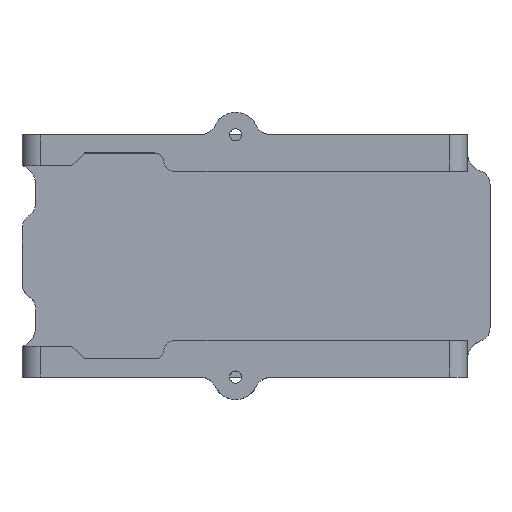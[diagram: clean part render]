
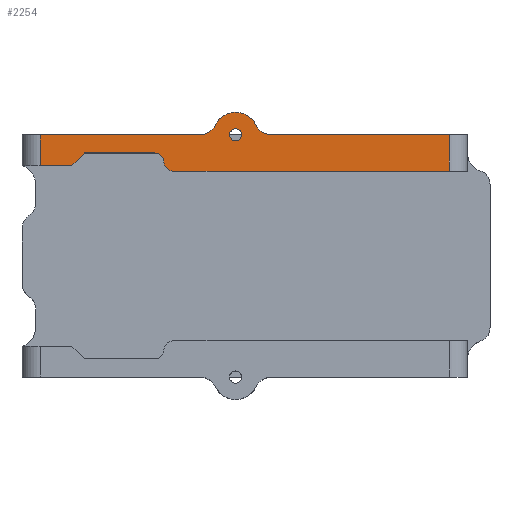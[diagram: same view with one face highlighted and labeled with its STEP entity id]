
A CAD part, top view. The second image highlights one B-rep face of the part: STEP entity #2254.
In plain terms, the highlighted planar face has unit normal (0, 0, 1).
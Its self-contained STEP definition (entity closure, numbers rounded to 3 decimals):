
#18=(
BOUNDED_CURVE()
B_SPLINE_CURVE(5,(#4139,#4140,#4141,#4142,#4143,#4144,#4145,#4146,#4147,
#4148),.UNSPECIFIED.,.F.,.F.)
B_SPLINE_CURVE_WITH_KNOTS((6,1,1,1,1,6),(-1.,-0.8,-0.6,-0.4,-0.2,0.),
 .UNSPECIFIED.)
CURVE()
GEOMETRIC_REPRESENTATION_ITEM()
RATIONAL_B_SPLINE_CURVE((1.,1.,1.,1.,1.,1.,1.,1.,1.,1.))
REPRESENTATION_ITEM('')
);
#19=(
BOUNDED_CURVE()
B_SPLINE_CURVE(5,(#4173,#4174,#4175,#4176,#4177,#4178,#4179,#4180,#4181,
#4182),.UNSPECIFIED.,.F.,.F.)
B_SPLINE_CURVE_WITH_KNOTS((6,1,1,1,1,6),(0.,0.2,0.4,0.6,0.8,1.),
 .UNSPECIFIED.)
CURVE()
GEOMETRIC_REPRESENTATION_ITEM()
RATIONAL_B_SPLINE_CURVE((1.,1.,1.,1.,1.,1.,1.,1.,1.,1.))
REPRESENTATION_ITEM('')
);
#87=LINE('',#3346,#283);
#93=LINE('',#3386,#289);
#207=LINE('',#4389,#403);
#220=LINE('',#4421,#416);
#222=LINE('',#4426,#418);
#227=LINE('',#4442,#423);
#229=LINE('',#4446,#425);
#231=LINE('',#4449,#427);
#283=VECTOR('',#2654,10.);
#289=VECTOR('',#2660,10.);
#403=VECTOR('',#3002,10.);
#416=VECTOR('',#3033,10.);
#418=VECTOR('',#3039,10.);
#423=VECTOR('',#3058,10.);
#425=VECTOR('',#3062,10.);
#427=VECTOR('',#3066,10.);
#513=FACE_BOUND('',#756,.T.);
#630=FACE_OUTER_BOUND('',#755,.T.);
#755=EDGE_LOOP('',(#2029,#2030,#2031,#2032,#2033,#2034,#2035,#2036,#2037,
#2038,#2039,#2040,#2041));
#756=EDGE_LOOP('',(#2042));
#829=CIRCLE('',#2396,2.5);
#853=CIRCLE('',#2462,1.);
#854=CIRCLE('',#2464,1.);
#855=CIRCLE('',#2466,0.675);
#931=VERTEX_POINT('',#3343);
#932=VERTEX_POINT('',#3345);
#939=VERTEX_POINT('',#3383);
#940=VERTEX_POINT('',#3385);
#1006=VERTEX_POINT('',#4137);
#1007=VERTEX_POINT('',#4150);
#1054=VERTEX_POINT('',#4387);
#1064=VERTEX_POINT('',#4419);
#1065=VERTEX_POINT('',#4425);
#1066=VERTEX_POINT('',#4429);
#1067=VERTEX_POINT('',#4430);
#1068=VERTEX_POINT('',#4437);
#1069=VERTEX_POINT('',#4441);
#1070=VERTEX_POINT('',#4445);
#1170=EDGE_CURVE('',#932,#931,#87,.T.);
#1178=EDGE_CURVE('',#939,#940,#93,.T.);
#1288=EDGE_CURVE('',#939,#1006,#18,.T.);
#1290=EDGE_CURVE('',#1006,#1007,#829,.T.);
#1291=EDGE_CURVE('',#1007,#932,#19,.T.);
#1373=EDGE_CURVE('',#931,#1054,#207,.T.);
#1389=EDGE_CURVE('',#940,#1064,#220,.T.);
#1391=EDGE_CURVE('',#1064,#1065,#222,.T.);
#1393=EDGE_CURVE('',#1066,#1067,#853,.T.);
#1396=EDGE_CURVE('',#1066,#1065,#854,.T.);
#1398=EDGE_CURVE('',#1068,#1068,#855,.T.);
#1399=EDGE_CURVE('',#1054,#1069,#227,.T.);
#1401=EDGE_CURVE('',#1069,#1070,#229,.T.);
#1403=EDGE_CURVE('',#1070,#1067,#231,.T.);
#2029=ORIENTED_EDGE('',*,*,#1288,.T.);
#2030=ORIENTED_EDGE('',*,*,#1290,.T.);
#2031=ORIENTED_EDGE('',*,*,#1291,.T.);
#2032=ORIENTED_EDGE('',*,*,#1170,.T.);
#2033=ORIENTED_EDGE('',*,*,#1373,.T.);
#2034=ORIENTED_EDGE('',*,*,#1399,.T.);
#2035=ORIENTED_EDGE('',*,*,#1401,.T.);
#2036=ORIENTED_EDGE('',*,*,#1403,.T.);
#2037=ORIENTED_EDGE('',*,*,#1393,.F.);
#2038=ORIENTED_EDGE('',*,*,#1396,.T.);
#2039=ORIENTED_EDGE('',*,*,#1391,.F.);
#2040=ORIENTED_EDGE('',*,*,#1389,.F.);
#2041=ORIENTED_EDGE('',*,*,#1178,.F.);
#2042=ORIENTED_EDGE('',*,*,#1398,.T.);
#2135=PLANE('',#2470);
#2254=ADVANCED_FACE('',(#630,#513),#2135,.T.);
#2396=AXIS2_PLACEMENT_3D('',#4152,#2836,#2837);
#2462=AXIS2_PLACEMENT_3D('',#4431,#3043,#3044);
#2464=AXIS2_PLACEMENT_3D('',#4435,#3049,#3050);
#2466=AXIS2_PLACEMENT_3D('',#4439,#3054,#3055);
#2470=AXIS2_PLACEMENT_3D('',#4450,#3067,#3068);
#2654=DIRECTION('',(-1.,0.,0.));
#2660=DIRECTION('',(1.,0.,0.));
#2836=DIRECTION('center_axis',(0.,0.,1.));
#2837=DIRECTION('ref_axis',(-0.906,0.423,0.));
#3002=DIRECTION('',(0.,-1.,0.));
#3033=DIRECTION('',(0.,-1.,0.));
#3039=DIRECTION('',(-1.,0.,0.));
#3043=DIRECTION('center_axis',(0.,0.,1.));
#3044=DIRECTION('ref_axis',(1.,-0.008,0.));
#3049=DIRECTION('center_axis',(0.,0.,1.));
#3050=DIRECTION('ref_axis',(-1.,0.008,0.));
#3054=DIRECTION('center_axis',(0.,0.,-1.));
#3055=DIRECTION('ref_axis',(1.,0.,0.));
#3058=DIRECTION('',(1.,0.,0.));
#3062=DIRECTION('',(0.707,0.707,0.));
#3066=DIRECTION('',(1.,0.,0.));
#3067=DIRECTION('center_axis',(0.,0.,1.));
#3068=DIRECTION('ref_axis',(1.,0.,0.));
#3343=CARTESIAN_POINT('',(-21.65,26.8,0.));
#3345=CARTESIAN_POINT('',(-4.,26.8,0.));
#3346=CARTESIAN_POINT('',(-1.5,26.8,0.));
#3383=CARTESIAN_POINT('',(4.,26.8,0.));
#3385=CARTESIAN_POINT('',(23.65,26.8,0.));
#3386=CARTESIAN_POINT('',(4.,26.8,0.));
#4137=CARTESIAN_POINT('',(2.266,27.857,0.));
#4139=CARTESIAN_POINT('Ctrl Pts',(4.,26.8,0.));
#4140=CARTESIAN_POINT('Ctrl Pts',(3.909,26.8,0.));
#4141=CARTESIAN_POINT('Ctrl Pts',(3.732,26.81,0.));
#4142=CARTESIAN_POINT('Ctrl Pts',(3.476,26.854,0.));
#4143=CARTESIAN_POINT('Ctrl Pts',(3.155,26.967,0.));
#4144=CARTESIAN_POINT('Ctrl Pts',(2.792,27.181,0.));
#4145=CARTESIAN_POINT('Ctrl Pts',(2.544,27.409,0.));
#4146=CARTESIAN_POINT('Ctrl Pts',(2.39,27.617,0.));
#4147=CARTESIAN_POINT('Ctrl Pts',(2.304,27.774,0.));
#4148=CARTESIAN_POINT('Ctrl Pts',(2.266,27.857,0.));
#4150=CARTESIAN_POINT('',(-2.266,27.857,0.));
#4152=CARTESIAN_POINT('Origin',(0.,26.8,0.));
#4173=CARTESIAN_POINT('Ctrl Pts',(-2.266,27.857,0.));
#4174=CARTESIAN_POINT('Ctrl Pts',(-2.304,27.774,0.));
#4175=CARTESIAN_POINT('Ctrl Pts',(-2.39,27.617,0.));
#4176=CARTESIAN_POINT('Ctrl Pts',(-2.544,27.409,0.));
#4177=CARTESIAN_POINT('Ctrl Pts',(-2.792,27.181,0.));
#4178=CARTESIAN_POINT('Ctrl Pts',(-3.155,26.967,0.));
#4179=CARTESIAN_POINT('Ctrl Pts',(-3.476,26.854,0.));
#4180=CARTESIAN_POINT('Ctrl Pts',(-3.732,26.81,0.));
#4181=CARTESIAN_POINT('Ctrl Pts',(-3.909,26.8,0.));
#4182=CARTESIAN_POINT('Ctrl Pts',(-4.,26.8,0.));
#4387=CARTESIAN_POINT('',(-21.65,23.4,0.));
#4389=CARTESIAN_POINT('',(-21.65,26.8,0.));
#4419=CARTESIAN_POINT('',(23.65,22.8,0.));
#4421=CARTESIAN_POINT('',(23.65,26.8,0.));
#4425=CARTESIAN_POINT('',(-6.942,22.8,0.));
#4426=CARTESIAN_POINT('',(23.65,22.8,0.));
#4429=CARTESIAN_POINT('',(-7.942,23.792,0.));
#4430=CARTESIAN_POINT('',(-8.937,24.8,0.));
#4431=CARTESIAN_POINT('Origin',(-8.942,23.8,0.));
#4435=CARTESIAN_POINT('Origin',(-6.942,23.8,0.));
#4437=CARTESIAN_POINT('',(-0.675,26.8,0.));
#4439=CARTESIAN_POINT('Origin',(0.,26.8,0.));
#4441=CARTESIAN_POINT('',(-18.129,23.4,0.));
#4442=CARTESIAN_POINT('',(-21.65,23.4,0.));
#4445=CARTESIAN_POINT('',(-16.729,24.8,0.));
#4446=CARTESIAN_POINT('',(-18.129,23.4,0.));
#4449=CARTESIAN_POINT('',(-16.729,24.8,0.));
#4450=CARTESIAN_POINT('Origin',(1.,26.35,0.));
